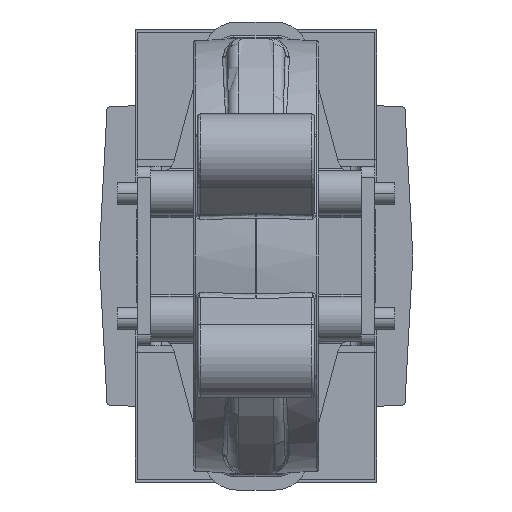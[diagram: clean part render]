
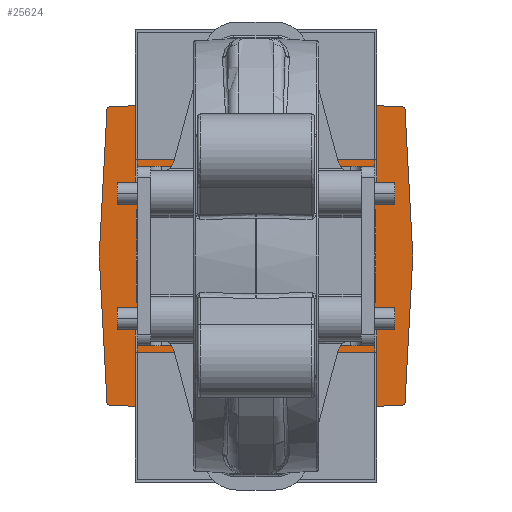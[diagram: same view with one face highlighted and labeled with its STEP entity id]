
A CAD part, front view. The second image highlights one B-rep face of the part: STEP entity #25624.
In plain terms, the highlighted face is planar.
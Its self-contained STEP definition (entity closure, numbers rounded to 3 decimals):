
#9172 = CARTESIAN_POINT ( 'NONE',  ( 10.528, 0., 0. ) ) ;
#9259 = CARTESIAN_POINT ( 'NONE',  ( -10.528, 0., 0. ) ) ;
#9265 = DIRECTION ( 'NONE',  ( -1., 0., 0. ) ) ;
#9266 = DIRECTION ( 'NONE',  ( 0., 0., -1. ) ) ;
#9267 = CARTESIAN_POINT ( 'NONE',  ( 0., 0., 0. ) ) ;
#9268 = AXIS2_PLACEMENT_3D ( 'NONE', #9267, #9266, #9265 ) ;
#9269 = CIRCLE ( 'NONE', #9268, 10.528 ) ;
#9687 = CARTESIAN_POINT ( 'NONE',  ( 0., 70., 0. ) ) ;
#9688 = CARTESIAN_POINT ( 'NONE',  ( 66.514, 66.514, 0. ) ) ;
#9689 = DIRECTION ( 'NONE',  ( -0.999, 0.052, 0. ) ) ;
#9690 = VECTOR ( 'NONE', #9689, 1000. ) ;
#9691 = CARTESIAN_POINT ( 'NONE',  ( 0., 70., 0. ) ) ;
#9692 = LINE ( 'NONE', #9691, #9690 ) ;
#9780 = CARTESIAN_POINT ( 'NONE',  ( -70., 0., 0. ) ) ;
#9781 = CARTESIAN_POINT ( 'NONE',  ( 66.514, -66.514, 0. ) ) ;
#9782 = DIRECTION ( 'NONE',  ( 0.999, 0.052, 0. ) ) ;
#9783 = VECTOR ( 'NONE', #9782, 1000. ) ;
#9784 = CARTESIAN_POINT ( 'NONE',  ( 0., -70., 0. ) ) ;
#9785 = LINE ( 'NONE', #9784, #9783 ) ;
#9803 = CARTESIAN_POINT ( 'NONE',  ( -66.514, 66.514, 0. ) ) ;
#9804 = DIRECTION ( 'NONE',  ( -0.999, -0.052, 0. ) ) ;
#9805 = VECTOR ( 'NONE', #9804, 1000. ) ;
#9806 = CARTESIAN_POINT ( 'NONE',  ( 0., 70., 0. ) ) ;
#9807 = LINE ( 'NONE', #9806, #9805 ) ;
#9818 = CARTESIAN_POINT ( 'NONE',  ( -66.514, -66.514, 0. ) ) ;
#9819 = DIRECTION ( 'NONE',  ( 0.052, -0.999, 0. ) ) ;
#9820 = VECTOR ( 'NONE', #9819, 1000. ) ;
#9821 = CARTESIAN_POINT ( 'NONE',  ( -66.514, -66.514, 0. ) ) ;
#9822 = LINE ( 'NONE', #9821, #9820 ) ;
#9828 = DIRECTION ( 'NONE',  ( 1., 0., 0. ) ) ;
#9829 = DIRECTION ( 'NONE',  ( 0., 0., 1. ) ) ;
#9830 = CARTESIAN_POINT ( 'NONE',  ( 73.467, 66.15, 0. ) ) ;
#9831 = AXIS2_PLACEMENT_3D ( 'NONE', #9830, #9829, #9828 ) ;
#9832 = PLANE ( 'NONE',  #9831 ) ;
#9833 = FACE_OUTER_BOUND ( 'NONE', #25679, .T. ) ;
#9834 = FACE_BOUND ( 'NONE', #25625, .T. ) ;
#9835 = DIRECTION ( 'NONE',  ( -0.052, 0.999, 0. ) ) ;
#9836 = VECTOR ( 'NONE', #9835, 1000. ) ;
#9837 = CARTESIAN_POINT ( 'NONE',  ( 66.514, 66.514, 0. ) ) ;
#9838 = LINE ( 'NONE', #9837, #9836 ) ;
#9851 = DIRECTION ( 'NONE',  ( -0.052, -0.999, 0. ) ) ;
#9852 = VECTOR ( 'NONE', #9851, 1000. ) ;
#9853 = CARTESIAN_POINT ( 'NONE',  ( -66.514, 66.514, 0. ) ) ;
#9854 = LINE ( 'NONE', #9853, #9852 ) ;
#9869 = CARTESIAN_POINT ( 'NONE',  ( 70., 0., 0. ) ) ;
#9870 = DIRECTION ( 'NONE',  ( 0.052, 0.999, 0. ) ) ;
#9871 = VECTOR ( 'NONE', #9870, 1000. ) ;
#9872 = CARTESIAN_POINT ( 'NONE',  ( 66.514, -66.514, 0. ) ) ;
#9873 = LINE ( 'NONE', #9872, #9871 ) ;
#9885 = DIRECTION ( 'NONE',  ( -1., 0., 0. ) ) ;
#9886 = DIRECTION ( 'NONE',  ( 0., 0., -1. ) ) ;
#9887 = CARTESIAN_POINT ( 'NONE',  ( 0., 0., 0. ) ) ;
#9888 = AXIS2_PLACEMENT_3D ( 'NONE', #9887, #9886, #9885 ) ;
#9889 = CIRCLE ( 'NONE', #9888, 10.528 ) ;
#9913 = CARTESIAN_POINT ( 'NONE',  ( 0., -70., 0. ) ) ;
#9914 = DIRECTION ( 'NONE',  ( 0.999, -0.052, 0. ) ) ;
#9915 = VECTOR ( 'NONE', #9914, 1000. ) ;
#9916 = CARTESIAN_POINT ( 'NONE',  ( 0., -70., 0. ) ) ;
#9920 = LINE ( 'NONE', #9916, #9915 ) ;
#25272 = VERTEX_POINT ( 'NONE', #9172 ) ;
#25312 = EDGE_CURVE ( 'NONE', #25272, #25314, #9269, .T. ) ;
#25314 = VERTEX_POINT ( 'NONE', #9259 ) ;
#25535 = EDGE_CURVE ( 'NONE', #25536, #25537, #9692, .T. ) ;
#25536 = VERTEX_POINT ( 'NONE', #9688 ) ;
#25537 = VERTEX_POINT ( 'NONE', #9687 ) ;
#25579 = EDGE_CURVE ( 'NONE', #25649, #25580, #9785, .T. ) ;
#25580 = VERTEX_POINT ( 'NONE', #9781 ) ;
#25581 = VERTEX_POINT ( 'NONE', #9780 ) ;
#25592 = EDGE_CURVE ( 'NONE', #25581, #25593, #9822, .T. ) ;
#25593 = VERTEX_POINT ( 'NONE', #9818 ) ;
#25600 = EDGE_CURVE ( 'NONE', #25537, #25601, #9807, .T. ) ;
#25601 = VERTEX_POINT ( 'NONE', #9803 ) ;
#25610 = EDGE_CURVE ( 'NONE', #25601, #25581, #9854, .T. ) ;
#25617 = EDGE_CURVE ( 'NONE', #25638, #25536, #9838, .T. ) ;
#25624 = ADVANCED_FACE ( 'NONE', ( #9834, #9833 ), #9832, .F. ) ;
#25625 = EDGE_LOOP ( 'NONE', ( #25627, #25677 ) ) ;
#25627 = ORIENTED_EDGE ( 'NONE', *, *, #25628, .F. ) ;
#25628 = EDGE_CURVE ( 'NONE', #25314, #25272, #9889, .T. ) ;
#25637 = EDGE_CURVE ( 'NONE', #25580, #25638, #9873, .T. ) ;
#25638 = VERTEX_POINT ( 'NONE', #9869 ) ;
#25648 = EDGE_CURVE ( 'NONE', #25593, #25649, #9920, .T. ) ;
#25649 = VERTEX_POINT ( 'NONE', #9913 ) ;
#25677 = ORIENTED_EDGE ( 'NONE', *, *, #25312, .F. ) ;
#25679 = EDGE_LOOP ( 'NONE', ( #25680, #25681, #25682, #25683, #25684, #25685, #25688, #25689 ) ) ;
#25680 = ORIENTED_EDGE ( 'NONE', *, *, #25535, .F. ) ;
#25681 = ORIENTED_EDGE ( 'NONE', *, *, #25617, .F. ) ;
#25682 = ORIENTED_EDGE ( 'NONE', *, *, #25637, .F. ) ;
#25683 = ORIENTED_EDGE ( 'NONE', *, *, #25579, .F. ) ;
#25684 = ORIENTED_EDGE ( 'NONE', *, *, #25648, .F. ) ;
#25685 = ORIENTED_EDGE ( 'NONE', *, *, #25592, .F. ) ;
#25688 = ORIENTED_EDGE ( 'NONE', *, *, #25610, .F. ) ;
#25689 = ORIENTED_EDGE ( 'NONE', *, *, #25600, .F. ) ;
